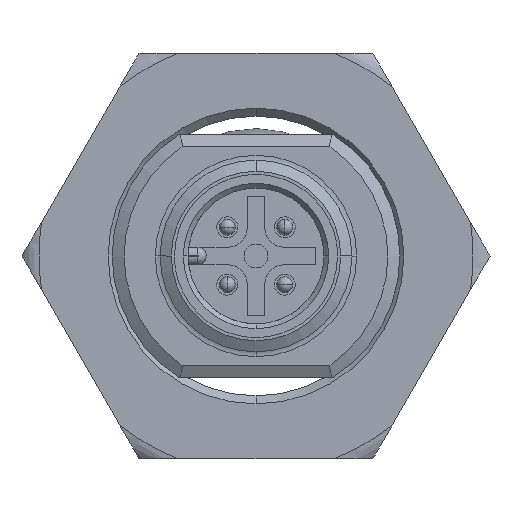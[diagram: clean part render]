
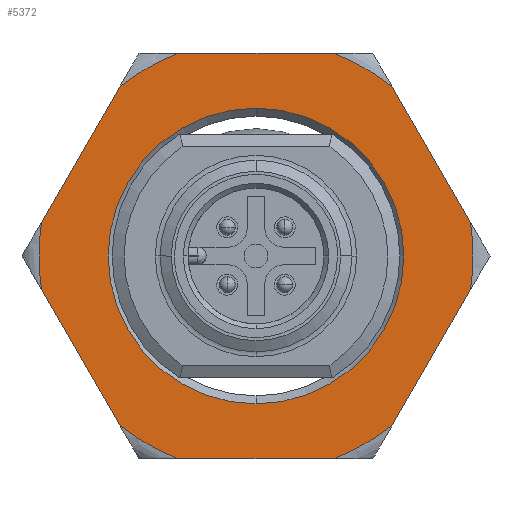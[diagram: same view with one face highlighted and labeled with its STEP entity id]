
A CAD part, front view. The second image highlights one B-rep face of the part: STEP entity #5372.
In plain terms, the highlighted planar face has unit normal (0, -1, 0).
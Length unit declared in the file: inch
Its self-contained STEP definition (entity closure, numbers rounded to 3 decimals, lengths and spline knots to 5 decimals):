
#48 = DIRECTION ( 'NONE',  ( 0., 0., 1. ) ) ;
#150 = CARTESIAN_POINT ( 'NONE',  ( -0.43233, -0.62992, 0.24961 ) ) ;
#188 = EDGE_CURVE ( 'NONE', #2513, #194, #3950, .T. ) ;
#194 = VERTEX_POINT ( 'NONE', #5930 ) ;
#264 = CARTESIAN_POINT ( 'NONE',  ( 0.52854, -0.62992, -0.08297 ) ) ;
#334 = VECTOR ( 'NONE', #1661, 39.37008 ) ;
#343 = VERTEX_POINT ( 'NONE', #2666 ) ;
#421 = AXIS2_PLACEMENT_3D ( 'NONE', #5732, #996, #2447 ) ;
#469 = CARTESIAN_POINT ( 'NONE',  ( 0., -0.62992, -0.36417 ) ) ;
#670 = EDGE_CURVE ( 'NONE', #2686, #5547, #3668, .T. ) ;
#706 = AXIS2_PLACEMENT_3D ( 'NONE', #1997, #3901, #5885 ) ;
#789 = DIRECTION ( 'NONE',  ( 0., 0., 1. ) ) ;
#791 = CARTESIAN_POINT ( 'NONE',  ( -0.33612, -0.62992, 0.41624 ) ) ;
#835 = EDGE_LOOP ( 'NONE', ( #928, #4154, #2760, #3894, #5879, #3967, #3544, #3754, #5666, #2562, #3469, #5187 ) ) ;
#862 = EDGE_CURVE ( 'NONE', #194, #1293, #3622, .T. ) ;
#928 = ORIENTED_EDGE ( 'NONE', *, *, #188, .F. ) ;
#996 = DIRECTION ( 'NONE',  ( 0., 1., 0. ) ) ;
#998 = CARTESIAN_POINT ( 'NONE',  ( 0., -0.62992, -0.49921 ) ) ;
#1017 = EDGE_CURVE ( 'NONE', #5646, #4350, #6119, .T. ) ;
#1118 = FACE_OUTER_BOUND ( 'NONE', #835, .T. ) ;
#1264 = CARTESIAN_POINT ( 'NONE',  ( 0., -0.62992, 0. ) ) ;
#1293 = VERTEX_POINT ( 'NONE', #5254 ) ;
#1351 = DIRECTION ( 'NONE',  ( -0.5, 0., 0.866 ) ) ;
#1355 = CARTESIAN_POINT ( 'NONE',  ( 0., -0.62992, 0. ) ) ;
#1414 = LINE ( 'NONE', #998, #3922 ) ;
#1418 = DIRECTION ( 'NONE',  ( 0., 0., 1. ) ) ;
#1430 = EDGE_LOOP ( 'NONE', ( #4960, #3059 ) ) ;
#1458 = AXIS2_PLACEMENT_3D ( 'NONE', #1355, #4681, #1824 ) ;
#1473 = CARTESIAN_POINT ( 'NONE',  ( 0., -0.62992, 0. ) ) ;
#1553 = CARTESIAN_POINT ( 'NONE',  ( 0., -0.62992, 0. ) ) ;
#1560 = DIRECTION ( 'NONE',  ( 0., 1., 0. ) ) ;
#1573 = CARTESIAN_POINT ( 'NONE',  ( 0., -0.62992, 0.49921 ) ) ;
#1588 = LINE ( 'NONE', #5440, #5256 ) ;
#1601 = DIRECTION ( 'NONE',  ( 0., 0., 1. ) ) ;
#1661 = DIRECTION ( 'NONE',  ( -0.5, 0., -0.866 ) ) ;
#1740 = EDGE_CURVE ( 'NONE', #343, #3314, #4926, .T. ) ;
#1824 = DIRECTION ( 'NONE',  ( 0., 0., 1. ) ) ;
#1860 = CIRCLE ( 'NONE', #3561, 0.53501 ) ;
#1899 = CARTESIAN_POINT ( 'NONE',  ( -0.19241, -0.62992, -0.49921 ) ) ;
#1960 = VECTOR ( 'NONE', #5428, 39.37008 ) ;
#1975 = DIRECTION ( 'NONE',  ( -1., 0., 0. ) ) ;
#1997 = CARTESIAN_POINT ( 'NONE',  ( 0., -0.62992, 0. ) ) ;
#2214 = VERTEX_POINT ( 'NONE', #3495 ) ;
#2355 = VERTEX_POINT ( 'NONE', #791 ) ;
#2432 = AXIS2_PLACEMENT_3D ( 'NONE', #5989, #5924, #1601 ) ;
#2447 = DIRECTION ( 'NONE',  ( 0., 0., 1. ) ) ;
#2454 = CARTESIAN_POINT ( 'NONE',  ( 0., -0.62992, 0. ) ) ;
#2505 = CARTESIAN_POINT ( 'NONE',  ( -0.52854, -0.62992, 0.08297 ) ) ;
#2509 = LINE ( 'NONE', #150, #5741 ) ;
#2513 = VERTEX_POINT ( 'NONE', #3746 ) ;
#2558 = CIRCLE ( 'NONE', #1458, 0.53501 ) ;
#2562 = ORIENTED_EDGE ( 'NONE', *, *, #5270, .F. ) ;
#2666 = CARTESIAN_POINT ( 'NONE',  ( 0.33612, -0.62992, -0.41624 ) ) ;
#2686 = VERTEX_POINT ( 'NONE', #4867 ) ;
#2760 = ORIENTED_EDGE ( 'NONE', *, *, #4925, .F. ) ;
#2858 = CIRCLE ( 'NONE', #6168, 0.53501 ) ;
#2937 = EDGE_CURVE ( 'NONE', #4350, #5646, #4279, .T. ) ;
#3059 = ORIENTED_EDGE ( 'NONE', *, *, #1017, .T. ) ;
#3065 = DIRECTION ( 'NONE',  ( 0.5, 0., 0.866 ) ) ;
#3115 = VERTEX_POINT ( 'NONE', #2505 ) ;
#3188 = AXIS2_PLACEMENT_3D ( 'NONE', #2454, #4830, #1418 ) ;
#3314 = VERTEX_POINT ( 'NONE', #5913 ) ;
#3378 = AXIS2_PLACEMENT_3D ( 'NONE', #1264, #5088, #789 ) ;
#3388 = DIRECTION ( 'NONE',  ( 0., 1., 0. ) ) ;
#3397 = DIRECTION ( 'NONE',  ( 0., 0., 1. ) ) ;
#3428 = VERTEX_POINT ( 'NONE', #1899 ) ;
#3469 = ORIENTED_EDGE ( 'NONE', *, *, #5659, .F. ) ;
#3481 = DIRECTION ( 'NONE',  ( 0., 0., 1. ) ) ;
#3495 = CARTESIAN_POINT ( 'NONE',  ( 0.52854, -0.62992, 0.08297 ) ) ;
#3544 = ORIENTED_EDGE ( 'NONE', *, *, #4281, .F. ) ;
#3561 = AXIS2_PLACEMENT_3D ( 'NONE', #1553, #3388, #48 ) ;
#3566 = DIRECTION ( 'NONE',  ( 0.5, 0., -0.866 ) ) ;
#3592 = CARTESIAN_POINT ( 'NONE',  ( 0., -0.62992, 0.36417 ) ) ;
#3622 = CIRCLE ( 'NONE', #421, 0.53501 ) ;
#3668 = LINE ( 'NONE', #3728, #3752 ) ;
#3728 = CARTESIAN_POINT ( 'NONE',  ( -0.43233, -0.62992, -0.24961 ) ) ;
#3746 = CARTESIAN_POINT ( 'NONE',  ( -0.19241, -0.62992, 0.49921 ) ) ;
#3752 = VECTOR ( 'NONE', #1351, 39.37008 ) ;
#3754 = ORIENTED_EDGE ( 'NONE', *, *, #1740, .F. ) ;
#3779 = EDGE_CURVE ( 'NONE', #5547, #3115, #5574, .T. ) ;
#3881 = DIRECTION ( 'NONE',  ( 0., 1., 0. ) ) ;
#3894 = ORIENTED_EDGE ( 'NONE', *, *, #3779, .F. ) ;
#3901 = DIRECTION ( 'NONE',  ( 0., 1., 0. ) ) ;
#3922 = VECTOR ( 'NONE', #1975, 39.37008 ) ;
#3937 = PLANE ( 'NONE',  #4269 ) ;
#3950 = LINE ( 'NONE', #1573, #1960 ) ;
#3967 = ORIENTED_EDGE ( 'NONE', *, *, #5462, .F. ) ;
#4050 = CARTESIAN_POINT ( 'NONE',  ( 0.43233, -0.62992, -0.24961 ) ) ;
#4082 = LINE ( 'NONE', #4050, #334 ) ;
#4154 = ORIENTED_EDGE ( 'NONE', *, *, #5108, .F. ) ;
#4269 = AXIS2_PLACEMENT_3D ( 'NONE', #5855, #1560, #3481 ) ;
#4279 = CIRCLE ( 'NONE', #3188, 0.36417 ) ;
#4281 = EDGE_CURVE ( 'NONE', #3314, #3428, #1414, .T. ) ;
#4350 = VERTEX_POINT ( 'NONE', #469 ) ;
#4681 = DIRECTION ( 'NONE',  ( 0., 1., 0. ) ) ;
#4830 = DIRECTION ( 'NONE',  ( 0., 1., 0. ) ) ;
#4867 = CARTESIAN_POINT ( 'NONE',  ( -0.33612, -0.62992, -0.41624 ) ) ;
#4925 = EDGE_CURVE ( 'NONE', #3115, #2355, #2509, .T. ) ;
#4926 = CIRCLE ( 'NONE', #2432, 0.53501 ) ;
#4940 = EDGE_CURVE ( 'NONE', #5658, #343, #4082, .T. ) ;
#4960 = ORIENTED_EDGE ( 'NONE', *, *, #2937, .T. ) ;
#5088 = DIRECTION ( 'NONE',  ( 0., 1., 0. ) ) ;
#5108 = EDGE_CURVE ( 'NONE', #2355, #2513, #2558, .T. ) ;
#5187 = ORIENTED_EDGE ( 'NONE', *, *, #862, .F. ) ;
#5254 = CARTESIAN_POINT ( 'NONE',  ( 0.33612, -0.62992, 0.41624 ) ) ;
#5256 = VECTOR ( 'NONE', #3566, 39.37008 ) ;
#5270 = EDGE_CURVE ( 'NONE', #2214, #5658, #2858, .T. ) ;
#5345 = CARTESIAN_POINT ( 'NONE',  ( -0.52854, -0.62992, -0.08297 ) ) ;
#5372 = ADVANCED_FACE ( 'NONE', ( #5950, #1118 ), #3937, .F. ) ;
#5428 = DIRECTION ( 'NONE',  ( 1., 0., 0. ) ) ;
#5440 = CARTESIAN_POINT ( 'NONE',  ( 0.43233, -0.62992, 0.24961 ) ) ;
#5462 = EDGE_CURVE ( 'NONE', #3428, #2686, #1860, .T. ) ;
#5547 = VERTEX_POINT ( 'NONE', #5345 ) ;
#5574 = CIRCLE ( 'NONE', #3378, 0.53501 ) ;
#5646 = VERTEX_POINT ( 'NONE', #3592 ) ;
#5658 = VERTEX_POINT ( 'NONE', #264 ) ;
#5659 = EDGE_CURVE ( 'NONE', #1293, #2214, #1588, .T. ) ;
#5666 = ORIENTED_EDGE ( 'NONE', *, *, #4940, .F. ) ;
#5732 = CARTESIAN_POINT ( 'NONE',  ( 0., -0.62992, 0. ) ) ;
#5741 = VECTOR ( 'NONE', #3065, 39.37008 ) ;
#5855 = CARTESIAN_POINT ( 'NONE',  ( 0., -0.62992, 0. ) ) ;
#5879 = ORIENTED_EDGE ( 'NONE', *, *, #670, .F. ) ;
#5885 = DIRECTION ( 'NONE',  ( 0., 0., 1. ) ) ;
#5913 = CARTESIAN_POINT ( 'NONE',  ( 0.19241, -0.62992, -0.49921 ) ) ;
#5924 = DIRECTION ( 'NONE',  ( 0., 1., 0. ) ) ;
#5930 = CARTESIAN_POINT ( 'NONE',  ( 0.19241, -0.62992, 0.49921 ) ) ;
#5950 = FACE_BOUND ( 'NONE', #1430, .T. ) ;
#5989 = CARTESIAN_POINT ( 'NONE',  ( 0., -0.62992, 0. ) ) ;
#6119 = CIRCLE ( 'NONE', #706, 0.36417 ) ;
#6168 = AXIS2_PLACEMENT_3D ( 'NONE', #1473, #3881, #3397 ) ;
